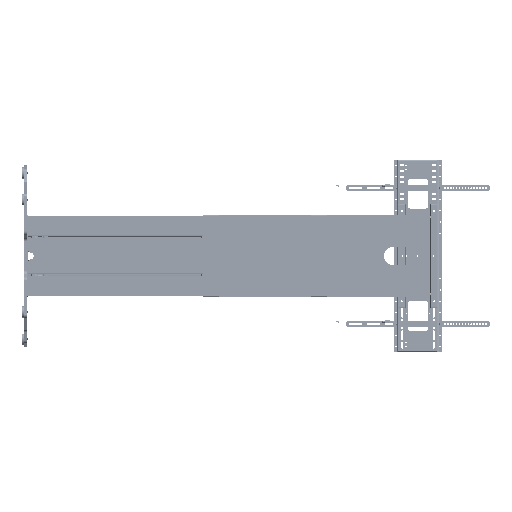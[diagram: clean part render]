
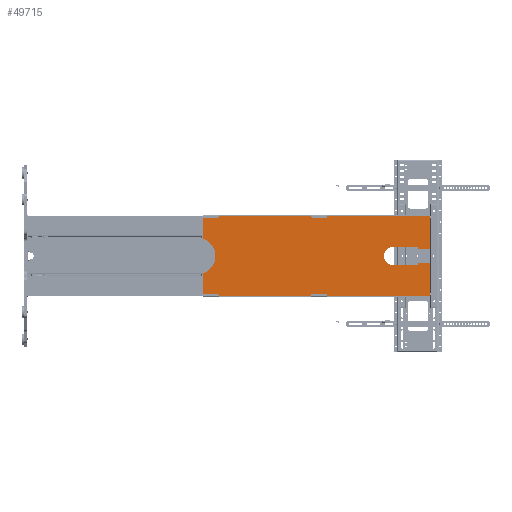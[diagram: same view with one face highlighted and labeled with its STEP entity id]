
A CAD part, top view. The second image highlights one B-rep face of the part: STEP entity #49715.
In plain terms, the highlighted face is planar.
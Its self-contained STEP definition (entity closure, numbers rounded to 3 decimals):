
#48994=CARTESIAN_POINT('',(0.8,34.,-451.8));
#48995=DIRECTION('',(1.,0.,0.));
#48996=DIRECTION('',(0.,0.,1.));
#48997=AXIS2_PLACEMENT_3D('',#48994,#48995,#48996);
#48999=DIRECTION('',(0.,1.,0.));
#49000=VECTOR('',#48999,2.);
#49001=CARTESIAN_POINT('',(0.8,34.,-447.8));
#49002=LINE('',#49001,#49000);
#49003=DIRECTION('',(0.,0.,1.));
#49004=VECTOR('',#49003,106.);
#49005=CARTESIAN_POINT('',(0.8,40.,-443.8));
#49006=LINE('',#49005,#49004);
#49007=CARTESIAN_POINT('',(0.8,0.,-337.8));
#49008=DIRECTION('',(1.,0.,0.));
#49009=DIRECTION('',(0.,1.,0.));
#49010=AXIS2_PLACEMENT_3D('',#49007,#49008,#49009);
#49012=DIRECTION('',(0.,0.,-1.));
#49013=VECTOR('',#49012,106.);
#49014=CARTESIAN_POINT('',(0.8,-40.,-337.8));
#49015=LINE('',#49014,#49013);
#49016=DIRECTION('',(0.,1.,0.));
#49017=VECTOR('',#49016,2.);
#49018=CARTESIAN_POINT('',(0.8,-36.,-447.8));
#49019=LINE('',#49018,#49017);
#49020=CARTESIAN_POINT('',(0.8,-34.,-451.8));
#49021=DIRECTION('',(1.,0.,0.));
#49022=DIRECTION('',(0.,1.,0.));
#49023=AXIS2_PLACEMENT_3D('',#49020,#49021,#49022);
#49025=DIRECTION('',(0.,0.,1.));
#49026=VECTOR('',#49025,49.);
#49027=CARTESIAN_POINT('',(0.8,-30.,-500.8));
#49028=LINE('',#49027,#49026);
#49029=DIRECTION('',(0.,-1.,0.));
#49030=VECTOR('',#49029,147.5);
#49031=CARTESIAN_POINT('',(0.8,-30.,-500.8));
#49032=LINE('',#49031,#49030);
#49033=DIRECTION('',(0.,0.,1.));
#49034=VECTOR('',#49033,997.8);
#49035=CARTESIAN_POINT('',(0.8,-177.5,-500.8));
#49036=LINE('',#49035,#49034);
#49037=CARTESIAN_POINT('',(0.8,-172.5,497.));
#49038=DIRECTION('',(1.,0.,0.));
#49039=DIRECTION('',(0.,0.,1.));
#49040=AXIS2_PLACEMENT_3D('',#49037,#49038,#49039);
#49042=DIRECTION('',(0.,-1.,0.));
#49043=VECTOR('',#49042,92.361);
#49044=CARTESIAN_POINT('',(0.8,-80.139,502.));
#49045=LINE('',#49044,#49043);
#49046=CARTESIAN_POINT('',(0.8,-80.139,497.));
#49047=DIRECTION('',(1.,0.,0.));
#49048=DIRECTION('',(0.,0.945,0.328));
#49049=AXIS2_PLACEMENT_3D('',#49046,#49047,#49048);
#49051=CARTESIAN_POINT('',(0.8,0.,524.836));
#49052=DIRECTION('',(1.,0.,0.));
#49053=DIRECTION('',(0.,-0.945,-0.328));
#49054=AXIS2_PLACEMENT_3D('',#49051,#49052,#49053);
#49056=CARTESIAN_POINT('',(0.8,80.139,497.));
#49057=DIRECTION('',(1.,0.,0.));
#49058=DIRECTION('',(0.,0.,1.));
#49059=AXIS2_PLACEMENT_3D('',#49056,#49057,#49058);
#49061=DIRECTION('',(0.,-1.,0.));
#49062=VECTOR('',#49061,92.361);
#49063=CARTESIAN_POINT('',(0.8,172.5,502.));
#49064=LINE('',#49063,#49062);
#49065=CARTESIAN_POINT('',(0.8,172.5,497.));
#49066=DIRECTION('',(1.,0.,0.));
#49067=DIRECTION('',(0.,1.,0.));
#49068=AXIS2_PLACEMENT_3D('',#49065,#49066,#49067);
#49070=DIRECTION('',(0.,0.,-1.));
#49071=VECTOR('',#49070,997.8);
#49072=CARTESIAN_POINT('',(0.8,177.5,497.));
#49073=LINE('',#49072,#49071);
#49074=DIRECTION('',(0.,-1.,0.));
#49075=VECTOR('',#49074,147.5);
#49076=CARTESIAN_POINT('',(0.8,177.5,-500.8));
#49077=LINE('',#49076,#49075);
#49078=DIRECTION('',(0.,0.,1.));
#49079=VECTOR('',#49078,49.);
#49080=CARTESIAN_POINT('',(0.8,30.,-500.8));
#49081=LINE('',#49080,#49079);
#49082=CARTESIAN_POINT('',(0.8,171.5,492.));
#49083=DIRECTION('',(1.,0.,0.));
#49084=DIRECTION('',(0.,-1.,0.));
#49085=AXIS2_PLACEMENT_3D('',#49082,#49083,#49084);
#49087=CARTESIAN_POINT('',(0.8,171.5,492.));
#49088=DIRECTION('',(1.,0.,0.));
#49089=DIRECTION('',(0.,1.,0.));
#49090=AXIS2_PLACEMENT_3D('',#49087,#49088,#49089);
#49092=CARTESIAN_POINT('',(0.8,-171.5,492.));
#49093=DIRECTION('',(1.,0.,0.));
#49094=DIRECTION('',(0.,-1.,0.));
#49095=AXIS2_PLACEMENT_3D('',#49092,#49093,#49094);
#49097=CARTESIAN_POINT('',(0.8,-171.5,492.));
#49098=DIRECTION('',(1.,0.,0.));
#49099=DIRECTION('',(0.,1.,0.));
#49100=AXIS2_PLACEMENT_3D('',#49097,#49098,#49099);
#49110=CARTESIAN_POINT('',(0.8,36.,-443.8));
#49111=DIRECTION('',(-1.,0.,0.));
#49112=DIRECTION('',(0.,1.,0.));
#49113=AXIS2_PLACEMENT_3D('',#49110,#49111,#49112);
#49136=CARTESIAN_POINT('',(0.8,-36.,-443.8));
#49137=DIRECTION('',(-1.,0.,0.));
#49138=DIRECTION('',(0.,0.,-1.));
#49139=AXIS2_PLACEMENT_3D('',#49136,#49137,#49138);
#49423=CARTESIAN_POINT('',(0.8,-177.5,-500.8));
#49425=VERTEX_POINT('',#49423);
#49426=CARTESIAN_POINT('',(0.8,177.5,-500.8));
#49428=VERTEX_POINT('',#49426);
#49450=CARTESIAN_POINT('',(0.8,177.5,497.));
#49451=VERTEX_POINT('',#49450);
#49452=CARTESIAN_POINT('',(0.8,172.5,502.));
#49453=VERTEX_POINT('',#49452);
#49458=CARTESIAN_POINT('',(0.8,-172.5,502.));
#49459=VERTEX_POINT('',#49458);
#49460=CARTESIAN_POINT('',(0.8,-177.5,497.));
#49461=VERTEX_POINT('',#49460);
#49482=CARTESIAN_POINT('',(0.8,80.139,502.));
#49483=VERTEX_POINT('',#49482);
#49484=CARTESIAN_POINT('',(0.8,-80.139,502.));
#49485=VERTEX_POINT('',#49484);
#49490=CARTESIAN_POINT('',(0.8,40.,-337.8));
#49491=CARTESIAN_POINT('',(0.8,-40.,-337.8));
#49492=VERTEX_POINT('',#49490);
#49493=VERTEX_POINT('',#49491);
#49514=CARTESIAN_POINT('',(0.8,30.,-500.8));
#49515=VERTEX_POINT('',#49514);
#49516=CARTESIAN_POINT('',(0.8,-30.,-500.8));
#49517=VERTEX_POINT('',#49516);
#49518=CARTESIAN_POINT('',(0.8,40.,-443.8));
#49520=VERTEX_POINT('',#49518);
#49522=CARTESIAN_POINT('',(0.8,36.,-447.8));
#49524=VERTEX_POINT('',#49522);
#49526=CARTESIAN_POINT('',(0.8,-36.,-447.8));
#49528=VERTEX_POINT('',#49526);
#49530=CARTESIAN_POINT('',(0.8,-40.,-443.8));
#49532=VERTEX_POINT('',#49530);
#49534=CARTESIAN_POINT('',(0.8,34.,-447.8));
#49535=CARTESIAN_POINT('',(0.8,30.,-451.8));
#49536=VERTEX_POINT('',#49534);
#49537=VERTEX_POINT('',#49535);
#49542=CARTESIAN_POINT('',(0.8,-30.,-451.8));
#49543=CARTESIAN_POINT('',(0.8,-34.,-447.8));
#49544=VERTEX_POINT('',#49542);
#49545=VERTEX_POINT('',#49543);
#49550=CARTESIAN_POINT('',(0.8,75.416,498.641));
#49551=VERTEX_POINT('',#49550);
#49556=CARTESIAN_POINT('',(0.8,-75.416,498.641));
#49557=VERTEX_POINT('',#49556);
#49566=CARTESIAN_POINT('',(0.8,169.,492.));
#49567=CARTESIAN_POINT('',(0.8,174.,492.));
#49568=VERTEX_POINT('',#49566);
#49569=VERTEX_POINT('',#49567);
#49570=CARTESIAN_POINT('',(0.8,-174.,492.));
#49571=CARTESIAN_POINT('',(0.8,-169.,492.));
#49572=VERTEX_POINT('',#49570);
#49573=VERTEX_POINT('',#49571);
#49653=CARTESIAN_POINT('',(0.8,0.,0.));
#49654=DIRECTION('',(1.,0.,0.));
#49655=DIRECTION('',(0.,-1.,0.));
#49656=AXIS2_PLACEMENT_3D('',#49653,#49654,#49655);
#49657=PLANE('',#49656);
#49658=ORIENTED_EDGE('',*,*,#49643,.F.);
#49660=ORIENTED_EDGE('',*,*,#49659,.T.);
#49662=ORIENTED_EDGE('',*,*,#49661,.F.);
#49664=ORIENTED_EDGE('',*,*,#49663,.T.);
#49666=ORIENTED_EDGE('',*,*,#49665,.T.);
#49668=ORIENTED_EDGE('',*,*,#49667,.T.);
#49670=ORIENTED_EDGE('',*,*,#49669,.F.);
#49672=ORIENTED_EDGE('',*,*,#49671,.T.);
#49674=ORIENTED_EDGE('',*,*,#49673,.F.);
#49676=ORIENTED_EDGE('',*,*,#49675,.F.);
#49678=ORIENTED_EDGE('',*,*,#49677,.T.);
#49680=ORIENTED_EDGE('',*,*,#49679,.T.);
#49682=ORIENTED_EDGE('',*,*,#49681,.F.);
#49684=ORIENTED_EDGE('',*,*,#49683,.F.);
#49686=ORIENTED_EDGE('',*,*,#49685,.F.);
#49688=ORIENTED_EDGE('',*,*,#49687,.T.);
#49690=ORIENTED_EDGE('',*,*,#49689,.F.);
#49692=ORIENTED_EDGE('',*,*,#49691,.F.);
#49694=ORIENTED_EDGE('',*,*,#49693,.F.);
#49696=ORIENTED_EDGE('',*,*,#49695,.T.);
#49698=ORIENTED_EDGE('',*,*,#49697,.T.);
#49700=ORIENTED_EDGE('',*,*,#49699,.T.);
#49701=EDGE_LOOP('',(#49658,#49660,#49662,#49664,#49666,#49668,#49670,#49672,
#49674,#49676,#49678,#49680,#49682,#49684,#49686,#49688,#49690,#49692,#49694,
#49696,#49698,#49700));
#49702=FACE_OUTER_BOUND('',#49701,.F.);
#49704=ORIENTED_EDGE('',*,*,#49703,.T.);
#49706=ORIENTED_EDGE('',*,*,#49705,.T.);
#49707=EDGE_LOOP('',(#49704,#49706));
#49708=FACE_BOUND('',#49707,.F.);
#49710=ORIENTED_EDGE('',*,*,#49709,.T.);
#49712=ORIENTED_EDGE('',*,*,#49711,.T.);
#49713=EDGE_LOOP('',(#49710,#49712));
#49714=FACE_BOUND('',#49713,.F.);
#49715=ADVANCED_FACE('',(#49702,#49708,#49714),#49657,.T.);
#48998=CIRCLE('',#48997,4.);
#49011=CIRCLE('',#49010,40.);
#49024=CIRCLE('',#49023,4.);
#49041=CIRCLE('',#49040,5.);
#49050=CIRCLE('',#49049,5.);
#49055=CIRCLE('',#49054,79.836);
#49060=CIRCLE('',#49059,5.);
#49069=CIRCLE('',#49068,5.);
#49086=CIRCLE('',#49085,2.5);
#49091=CIRCLE('',#49090,2.5);
#49096=CIRCLE('',#49095,2.5);
#49101=CIRCLE('',#49100,2.5);
#49114=CIRCLE('',#49113,4.);
#49140=CIRCLE('',#49139,4.);
#49643=EDGE_CURVE('',#49536,#49537,#48998,.T.);
#49659=EDGE_CURVE('',#49536,#49524,#49002,.T.);
#49661=EDGE_CURVE('',#49520,#49524,#49114,.T.);
#49663=EDGE_CURVE('',#49520,#49492,#49006,.T.);
#49665=EDGE_CURVE('',#49492,#49493,#49011,.T.);
#49667=EDGE_CURVE('',#49493,#49532,#49015,.T.);
#49669=EDGE_CURVE('',#49528,#49532,#49140,.T.);
#49671=EDGE_CURVE('',#49528,#49545,#49019,.T.);
#49673=EDGE_CURVE('',#49544,#49545,#49024,.T.);
#49675=EDGE_CURVE('',#49517,#49544,#49028,.T.);
#49677=EDGE_CURVE('',#49517,#49425,#49032,.T.);
#49679=EDGE_CURVE('',#49425,#49461,#49036,.T.);
#49681=EDGE_CURVE('',#49459,#49461,#49041,.T.);
#49683=EDGE_CURVE('',#49485,#49459,#49045,.T.);
#49685=EDGE_CURVE('',#49557,#49485,#49050,.T.);
#49687=EDGE_CURVE('',#49557,#49551,#49055,.T.);
#49689=EDGE_CURVE('',#49483,#49551,#49060,.T.);
#49691=EDGE_CURVE('',#49453,#49483,#49064,.T.);
#49693=EDGE_CURVE('',#49451,#49453,#49069,.T.);
#49695=EDGE_CURVE('',#49451,#49428,#49073,.T.);
#49697=EDGE_CURVE('',#49428,#49515,#49077,.T.);
#49699=EDGE_CURVE('',#49515,#49537,#49081,.T.);
#49703=EDGE_CURVE('',#49568,#49569,#49086,.T.);
#49705=EDGE_CURVE('',#49569,#49568,#49091,.T.);
#49709=EDGE_CURVE('',#49572,#49573,#49096,.T.);
#49711=EDGE_CURVE('',#49573,#49572,#49101,.T.);
